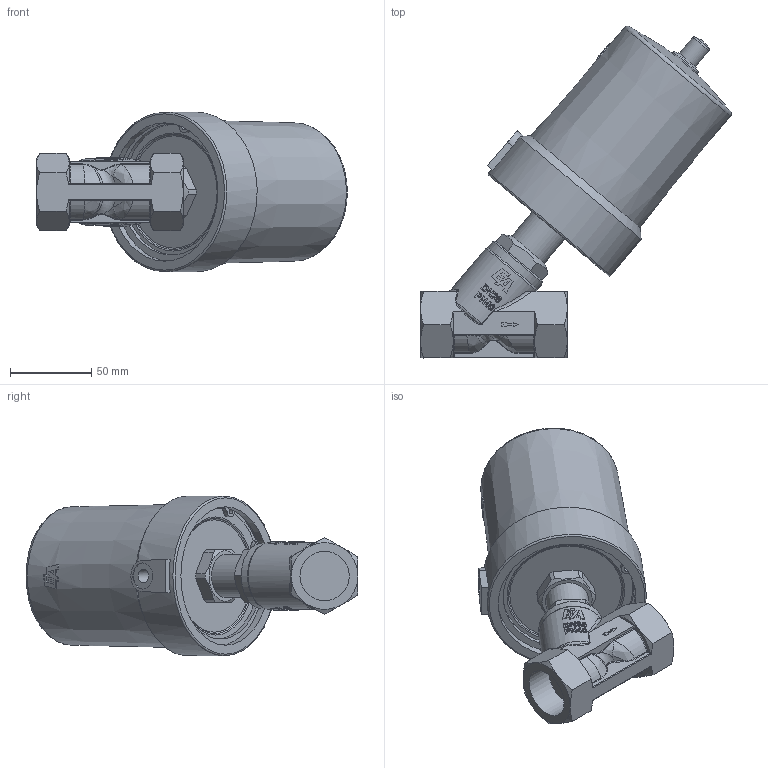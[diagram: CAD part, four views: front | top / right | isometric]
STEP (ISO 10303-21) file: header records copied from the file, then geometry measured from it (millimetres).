
FILE_DESCRIPTION(/* description */ ('DG2D3122025'),/* implementation_level */ '2;1');
FILE_NAME(/* name */ 'DG2D3122025_OS.stp',/* time_stamp */ '2022-01-27T11:37:15+01:00',/* author */ ('hois'),/* organization */ (''),/* preprocessor_version */ 'ST-DEVELOPER v18.1',/* originating_system */ 'Autodesk Inventor 2020',/* authorisation */ '');
FILE_SCHEMA (('AUTOMOTIVE_DESIGN { 1 0 10303 214 3 1 1 }'));
Length unit declared in the file: millimetre
Products named in the file (7): DG2D3122025; GGS0025.19.0013-K-GM; ETG0025.13.0025; DER0850.06.0099; DIN0472-88x3; SZY0800.24.0082; VST1415.08.0013
Assembly tree (6 placements, depth 2):
  DG2D3122025
    GGS0025.19.0013-K-GM
    ETG0025.13.0025
    DER0850.06.0099
    DIN0472-88x3
    SZY0800.24.0082
    VST1415.08.0013
Bounding box: 190.79 x 203.82 x 98 mm (x, y, z)
Volume: 400912.7 mm3; surface area: 136056.6 mm2
Topology: 6 solids, 6 shells, 578 faces, 1533 edges, 1008 vertices
Faces by surface type: plane 264, bspline 135, cylinder 111, cone 40, torus 19, sphere 9
Full cylindrical faces by diameter (mm): 1.5 x1, 3.5 x2, 4 x1, 8.376 x1, 8.7 x1, 11 x1, 12 x2, 12.376 x1, 13 x1, 14 x2, 16 x1, 20 x1, 23.5 x1, 24.5 x1, 26 x2, 30.291 x3, 30.3 x1, 33.249 x1, 33.3 x1, 33.6 x1, 40 x1, 41 x1, 80 x1, 82 x1, 85 x3, 88.5 x1, 98 x1
Entity records: 31602 total; most frequent: CARTESIAN_POINT 17664, ORIENTED_EDGE 3048, DIRECTION 2590, EDGE_CURVE 1524, VERTEX_POINT 1008, AXIS2_PLACEMENT_3D 1004, EDGE_LOOP 644, LINE 582
